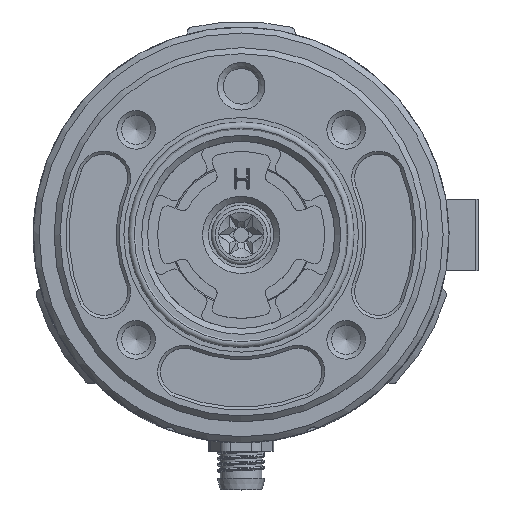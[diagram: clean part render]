
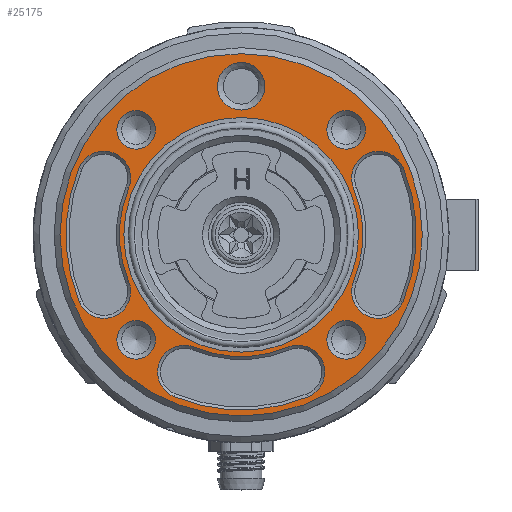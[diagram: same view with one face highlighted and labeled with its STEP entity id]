
A CAD part, top view. The second image highlights one B-rep face of the part: STEP entity #25175.
In plain terms, the highlighted planar face has unit normal (0, 0, 1).
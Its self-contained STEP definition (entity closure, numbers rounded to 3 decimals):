
#452=FACE_BOUND('',#4351,.T.);
#453=FACE_BOUND('',#4352,.T.);
#454=FACE_BOUND('',#4353,.T.);
#455=FACE_BOUND('',#4354,.T.);
#456=FACE_BOUND('',#4355,.T.);
#457=FACE_BOUND('',#4356,.T.);
#458=FACE_BOUND('',#4357,.T.);
#459=FACE_BOUND('',#4358,.T.);
#460=FACE_BOUND('',#4359,.T.);
#969=CIRCLE('',#27323,20.5);
#971=CIRCLE('',#27326,4.5);
#973=CIRCLE('',#27329,29.5);
#975=CIRCLE('',#27332,4.5);
#979=CIRCLE('',#27339,30.5);
#980=CIRCLE('',#27340,20.5);
#981=CIRCLE('',#27341,4.5);
#982=CIRCLE('',#27342,29.5);
#983=CIRCLE('',#27343,4.5);
#984=CIRCLE('',#27344,3.25);
#985=CIRCLE('',#27345,3.25);
#986=CIRCLE('',#27346,3.25);
#987=CIRCLE('',#27347,3.25);
#988=CIRCLE('',#27348,3.25);
#989=CIRCLE('',#27349,3.25);
#990=CIRCLE('',#27350,3.25);
#991=CIRCLE('',#27351,3.25);
#992=CIRCLE('',#27352,4.);
#993=CIRCLE('',#27353,4.);
#994=CIRCLE('',#27354,19.75);
#995=CIRCLE('',#27355,20.5);
#996=CIRCLE('',#27356,4.5);
#997=CIRCLE('',#27357,29.5);
#998=CIRCLE('',#27358,4.5);
#2879=FACE_OUTER_BOUND('',#4350,.T.);
#4350=EDGE_LOOP('',(#18794));
#4351=EDGE_LOOP('',(#18795,#18796,#18797,#18798));
#4352=EDGE_LOOP('',(#18799,#18800));
#4353=EDGE_LOOP('',(#18801,#18802));
#4354=EDGE_LOOP('',(#18803,#18804));
#4355=EDGE_LOOP('',(#18805,#18806));
#4356=EDGE_LOOP('',(#18807,#18808));
#4357=EDGE_LOOP('',(#18809));
#4358=EDGE_LOOP('',(#18810,#18811,#18812,#18813));
#4359=EDGE_LOOP('',(#18814,#18815,#18816,#18817));
#10888=VERTEX_POINT('',#43204);
#10889=VERTEX_POINT('',#43206);
#10892=VERTEX_POINT('',#43213);
#10894=VERTEX_POINT('',#43219);
#10898=VERTEX_POINT('',#43237);
#10899=VERTEX_POINT('',#43239);
#10900=VERTEX_POINT('',#43240);
#10901=VERTEX_POINT('',#43242);
#10902=VERTEX_POINT('',#43244);
#10903=VERTEX_POINT('',#43247);
#10904=VERTEX_POINT('',#43248);
#10905=VERTEX_POINT('',#43251);
#10906=VERTEX_POINT('',#43252);
#10907=VERTEX_POINT('',#43255);
#10908=VERTEX_POINT('',#43256);
#10909=VERTEX_POINT('',#43259);
#10910=VERTEX_POINT('',#43260);
#10911=VERTEX_POINT('',#43263);
#10912=VERTEX_POINT('',#43264);
#10913=VERTEX_POINT('',#43267);
#10914=VERTEX_POINT('',#43269);
#10915=VERTEX_POINT('',#43270);
#10916=VERTEX_POINT('',#43272);
#10917=VERTEX_POINT('',#43274);
#13804=EDGE_CURVE('',#10888,#10889,#969,.T.);
#13808=EDGE_CURVE('',#10892,#10888,#971,.T.);
#13811=EDGE_CURVE('',#10894,#10892,#973,.T.);
#13813=EDGE_CURVE('',#10889,#10894,#975,.T.);
#13820=EDGE_CURVE('',#10898,#10898,#979,.T.);
#13821=EDGE_CURVE('',#10899,#10900,#980,.T.);
#13822=EDGE_CURVE('',#10901,#10899,#981,.T.);
#13823=EDGE_CURVE('',#10902,#10901,#982,.T.);
#13824=EDGE_CURVE('',#10900,#10902,#983,.T.);
#13825=EDGE_CURVE('',#10903,#10904,#984,.T.);
#13826=EDGE_CURVE('',#10904,#10903,#985,.T.);
#13827=EDGE_CURVE('',#10905,#10906,#986,.T.);
#13828=EDGE_CURVE('',#10906,#10905,#987,.T.);
#13829=EDGE_CURVE('',#10907,#10908,#988,.T.);
#13830=EDGE_CURVE('',#10908,#10907,#989,.T.);
#13831=EDGE_CURVE('',#10909,#10910,#990,.T.);
#13832=EDGE_CURVE('',#10910,#10909,#991,.T.);
#13833=EDGE_CURVE('',#10911,#10912,#992,.T.);
#13834=EDGE_CURVE('',#10912,#10911,#993,.T.);
#13835=EDGE_CURVE('',#10913,#10913,#994,.T.);
#13836=EDGE_CURVE('',#10914,#10915,#995,.T.);
#13837=EDGE_CURVE('',#10916,#10914,#996,.T.);
#13838=EDGE_CURVE('',#10917,#10916,#997,.T.);
#13839=EDGE_CURVE('',#10915,#10917,#998,.T.);
#18794=ORIENTED_EDGE('',*,*,#13820,.F.);
#18795=ORIENTED_EDGE('',*,*,#13821,.F.);
#18796=ORIENTED_EDGE('',*,*,#13822,.F.);
#18797=ORIENTED_EDGE('',*,*,#13823,.F.);
#18798=ORIENTED_EDGE('',*,*,#13824,.F.);
#18799=ORIENTED_EDGE('',*,*,#13825,.T.);
#18800=ORIENTED_EDGE('',*,*,#13826,.T.);
#18801=ORIENTED_EDGE('',*,*,#13827,.T.);
#18802=ORIENTED_EDGE('',*,*,#13828,.T.);
#18803=ORIENTED_EDGE('',*,*,#13829,.T.);
#18804=ORIENTED_EDGE('',*,*,#13830,.T.);
#18805=ORIENTED_EDGE('',*,*,#13831,.T.);
#18806=ORIENTED_EDGE('',*,*,#13832,.T.);
#18807=ORIENTED_EDGE('',*,*,#13833,.T.);
#18808=ORIENTED_EDGE('',*,*,#13834,.T.);
#18809=ORIENTED_EDGE('',*,*,#13835,.T.);
#18810=ORIENTED_EDGE('',*,*,#13836,.F.);
#18811=ORIENTED_EDGE('',*,*,#13837,.F.);
#18812=ORIENTED_EDGE('',*,*,#13838,.F.);
#18813=ORIENTED_EDGE('',*,*,#13839,.F.);
#18814=ORIENTED_EDGE('',*,*,#13804,.F.);
#18815=ORIENTED_EDGE('',*,*,#13808,.F.);
#18816=ORIENTED_EDGE('',*,*,#13811,.F.);
#18817=ORIENTED_EDGE('',*,*,#13813,.F.);
#24169=PLANE('',#27338);
#25175=ADVANCED_FACE('',(#2879,#452,#453,#454,#455,#456,#457,#458,#459,
#460),#24169,.T.);
#27323=AXIS2_PLACEMENT_3D('',#43207,#31217,#31218);
#27326=AXIS2_PLACEMENT_3D('',#43215,#31225,#31226);
#27329=AXIS2_PLACEMENT_3D('',#43221,#31232,#31233);
#27332=AXIS2_PLACEMENT_3D('',#43224,#31238,#31239);
#27338=AXIS2_PLACEMENT_3D('',#43236,#31253,#31254);
#27339=AXIS2_PLACEMENT_3D('',#43238,#31255,#31256);
#27340=AXIS2_PLACEMENT_3D('',#43241,#31257,#31258);
#27341=AXIS2_PLACEMENT_3D('',#43243,#31259,#31260);
#27342=AXIS2_PLACEMENT_3D('',#43245,#31261,#31262);
#27343=AXIS2_PLACEMENT_3D('',#43246,#31263,#31264);
#27344=AXIS2_PLACEMENT_3D('',#43249,#31265,#31266);
#27345=AXIS2_PLACEMENT_3D('',#43250,#31267,#31268);
#27346=AXIS2_PLACEMENT_3D('',#43253,#31269,#31270);
#27347=AXIS2_PLACEMENT_3D('',#43254,#31271,#31272);
#27348=AXIS2_PLACEMENT_3D('',#43257,#31273,#31274);
#27349=AXIS2_PLACEMENT_3D('',#43258,#31275,#31276);
#27350=AXIS2_PLACEMENT_3D('',#43261,#31277,#31278);
#27351=AXIS2_PLACEMENT_3D('',#43262,#31279,#31280);
#27352=AXIS2_PLACEMENT_3D('',#43265,#31281,#31282);
#27353=AXIS2_PLACEMENT_3D('',#43266,#31283,#31284);
#27354=AXIS2_PLACEMENT_3D('',#43268,#31285,#31286);
#27355=AXIS2_PLACEMENT_3D('',#43271,#31287,#31288);
#27356=AXIS2_PLACEMENT_3D('',#43273,#31289,#31290);
#27357=AXIS2_PLACEMENT_3D('',#43275,#31291,#31292);
#27358=AXIS2_PLACEMENT_3D('',#43276,#31293,#31294);
#31217=DIRECTION('center_axis',(0.,0.,-1.));
#31218=DIRECTION('ref_axis',(-0.924,0.383,0.));
#31225=DIRECTION('center_axis',(0.,0.,1.));
#31226=DIRECTION('ref_axis',(-0.924,-0.383,0.));
#31232=DIRECTION('center_axis',(0.,0.,1.));
#31233=DIRECTION('ref_axis',(-0.924,0.383,0.));
#31238=DIRECTION('center_axis',(0.,0.,1.));
#31239=DIRECTION('ref_axis',(0.924,-0.383,0.));
#31253=DIRECTION('center_axis',(0.,0.,1.));
#31254=DIRECTION('ref_axis',(1.,0.,0.));
#31255=DIRECTION('center_axis',(0.,0.,-1.));
#31256=DIRECTION('ref_axis',(-1.,0.,0.));
#31257=DIRECTION('center_axis',(0.,0.,-1.));
#31258=DIRECTION('ref_axis',(0.924,-0.383,0.));
#31259=DIRECTION('center_axis',(0.,0.,1.));
#31260=DIRECTION('ref_axis',(0.924,0.383,0.));
#31261=DIRECTION('center_axis',(0.,0.,1.));
#31262=DIRECTION('ref_axis',(0.924,-0.383,0.));
#31263=DIRECTION('center_axis',(0.,0.,1.));
#31264=DIRECTION('ref_axis',(-0.924,0.383,0.));
#31265=DIRECTION('center_axis',(0.,0.,-1.));
#31266=DIRECTION('ref_axis',(1.,0.,0.));
#31267=DIRECTION('center_axis',(0.,0.,-1.));
#31268=DIRECTION('ref_axis',(1.,0.,0.));
#31269=DIRECTION('center_axis',(0.,0.,-1.));
#31270=DIRECTION('ref_axis',(1.,0.,0.));
#31271=DIRECTION('center_axis',(0.,0.,-1.));
#31272=DIRECTION('ref_axis',(1.,0.,0.));
#31273=DIRECTION('center_axis',(0.,0.,-1.));
#31274=DIRECTION('ref_axis',(1.,0.,0.));
#31275=DIRECTION('center_axis',(0.,0.,-1.));
#31276=DIRECTION('ref_axis',(1.,0.,0.));
#31277=DIRECTION('center_axis',(0.,0.,-1.));
#31278=DIRECTION('ref_axis',(1.,0.,0.));
#31279=DIRECTION('center_axis',(0.,0.,-1.));
#31280=DIRECTION('ref_axis',(1.,0.,0.));
#31281=DIRECTION('center_axis',(0.,0.,-1.));
#31282=DIRECTION('ref_axis',(1.,0.,0.));
#31283=DIRECTION('center_axis',(0.,0.,-1.));
#31284=DIRECTION('ref_axis',(1.,0.,0.));
#31285=DIRECTION('center_axis',(0.,0.,-1.));
#31286=DIRECTION('ref_axis',(-1.,0.,0.));
#31287=DIRECTION('center_axis',(0.,0.,-1.));
#31288=DIRECTION('ref_axis',(-0.383,-0.924,0.));
#31289=DIRECTION('center_axis',(0.,0.,1.));
#31290=DIRECTION('ref_axis',(0.383,-0.924,0.));
#31291=DIRECTION('center_axis',(0.,0.,1.));
#31292=DIRECTION('ref_axis',(-0.383,-0.924,0.));
#31293=DIRECTION('center_axis',(0.,0.,1.));
#31294=DIRECTION('ref_axis',(0.383,0.924,0.));
#43204=CARTESIAN_POINT('',(-18.94,-7.845,10.));
#43206=CARTESIAN_POINT('',(-18.94,7.845,10.));
#43207=CARTESIAN_POINT('Origin',(0.,0.,10.));
#43213=CARTESIAN_POINT('',(-27.254,-11.289,10.));
#43215=CARTESIAN_POINT('Origin',(-23.097,-9.567,10.));
#43219=CARTESIAN_POINT('',(-27.254,11.289,10.));
#43221=CARTESIAN_POINT('Origin',(0.,0.,10.));
#43224=CARTESIAN_POINT('Origin',(-23.097,9.567,10.));
#43236=CARTESIAN_POINT('Origin',(0.,0.,10.));
#43237=CARTESIAN_POINT('',(30.5,0.,10.));
#43238=CARTESIAN_POINT('Origin',(0.,0.,10.));
#43239=CARTESIAN_POINT('',(18.94,7.845,10.));
#43240=CARTESIAN_POINT('',(18.94,-7.845,10.));
#43241=CARTESIAN_POINT('Origin',(0.,0.,10.));
#43242=CARTESIAN_POINT('',(27.254,11.289,10.));
#43243=CARTESIAN_POINT('Origin',(23.097,9.567,10.));
#43244=CARTESIAN_POINT('',(27.254,-11.289,10.));
#43245=CARTESIAN_POINT('Origin',(0.,0.,10.));
#43246=CARTESIAN_POINT('Origin',(23.097,-9.567,10.));
#43247=CARTESIAN_POINT('',(20.928,-17.678,10.));
#43248=CARTESIAN_POINT('',(14.428,-17.678,10.));
#43249=CARTESIAN_POINT('Origin',(17.678,-17.678,10.));
#43250=CARTESIAN_POINT('Origin',(17.678,-17.678,10.));
#43251=CARTESIAN_POINT('',(-14.428,-17.678,10.));
#43252=CARTESIAN_POINT('',(-20.928,-17.678,10.));
#43253=CARTESIAN_POINT('Origin',(-17.678,-17.678,10.));
#43254=CARTESIAN_POINT('Origin',(-17.678,-17.678,10.));
#43255=CARTESIAN_POINT('',(-14.428,17.678,10.));
#43256=CARTESIAN_POINT('',(-20.928,17.678,10.));
#43257=CARTESIAN_POINT('Origin',(-17.678,17.678,10.));
#43258=CARTESIAN_POINT('Origin',(-17.678,17.678,10.));
#43259=CARTESIAN_POINT('',(20.928,17.678,10.));
#43260=CARTESIAN_POINT('',(14.428,17.678,10.));
#43261=CARTESIAN_POINT('Origin',(17.678,17.678,10.));
#43262=CARTESIAN_POINT('Origin',(17.678,17.678,10.));
#43263=CARTESIAN_POINT('',(4.,25.,10.));
#43264=CARTESIAN_POINT('',(-4.,25.,10.));
#43265=CARTESIAN_POINT('Origin',(0.,25.,10.));
#43266=CARTESIAN_POINT('Origin',(0.,25.,10.));
#43267=CARTESIAN_POINT('',(19.75,0.,10.));
#43268=CARTESIAN_POINT('Origin',(0.,0.,10.));
#43269=CARTESIAN_POINT('',(7.845,-18.94,10.));
#43270=CARTESIAN_POINT('',(-7.845,-18.94,10.));
#43271=CARTESIAN_POINT('Origin',(0.,0.,10.));
#43272=CARTESIAN_POINT('',(11.289,-27.254,10.));
#43273=CARTESIAN_POINT('Origin',(9.567,-23.097,10.));
#43274=CARTESIAN_POINT('',(-11.289,-27.254,10.));
#43275=CARTESIAN_POINT('Origin',(0.,0.,10.));
#43276=CARTESIAN_POINT('Origin',(-9.567,-23.097,10.));
